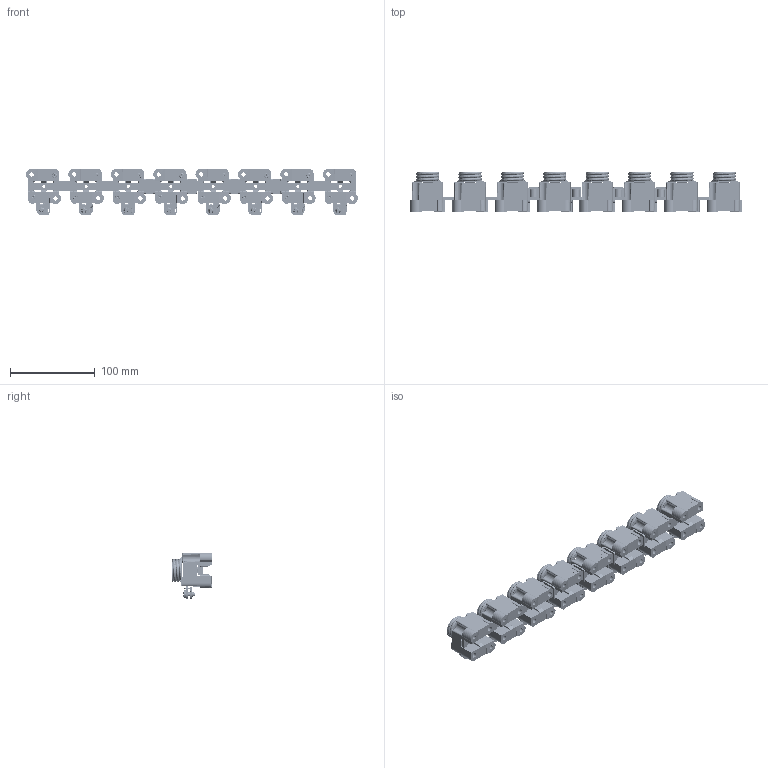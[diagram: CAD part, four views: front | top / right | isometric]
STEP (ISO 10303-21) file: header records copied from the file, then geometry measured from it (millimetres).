
FILE_DESCRIPTION((''),'2;1');
FILE_NAME('002322106_SET_EZR_25_8P_ASM','2021-10-22T',('marketing.praksa'),('Audax d.o.o.'),'CREO PARAMETRIC BY PTC INC, 2017480','CREO PARAMETRIC BY PTC INC, 2017480','');
FILE_SCHEMA(('AUTOMOTIVE_DESIGN { 1 0 10303 214 1 1 1 1 }'));
Length unit declared in the file: millimetre
Products named in the file (12): 0000006464_1; 0000006480_1_1_2_3_4_5_6; 0000006478_1_1_2_3_4_5_6; 0000006479_1_1_2_3_4_5_6; 0000011681_1_1_2_3_4_5_6; 0000020482_1_1_2_3_4_5_6; 0000059958_1_1_2_3_4_5_6; PRT9569; 0000006481_ASM_1_1_2_3_4_5_6_ASM; 0000006485_1_1_2_3_4_5_6; 0000012227_1_1_2_3_4_5_6; 002322106_SET_EZR_25_8P_ASM
Assembly tree (26 placements, depth 3):
  002322106_SET_EZR_25_8P_ASM
    0000006464_1
    0000006481_ASM_1_1_2_3_4_5_6_ASM  x8
      0000006480_1_1_2_3_4_5_6
      0000006478_1_1_2_3_4_5_6
      0000006479_1_1_2_3_4_5_6
      0000011681_1_1_2_3_4_5_6
      0000020482_1_1_2_3_4_5_6
      0000059958_1_1_2_3_4_5_6
      PRT9569
    0000006485_1_1_2_3_4_5_6  x4
    0000012227_1_1_2_3_4_5_6  x4
Bounding box: 391.76 x 47.4 x 55.3 mm (x, y, z)
Volume: 246317.1 mm3; surface area: 163920.7 mm2
Topology: 97 solids, 137 shells, 5962 faces, 16932 edges, 11212 vertices
Faces by surface type: plane 3378, cylinder 1800, cone 376, torus 264, bspline 128, sphere 16
Entity records: 55266 total; most frequent: CARTESIAN_POINT 12882, ORIENTED_EDGE 5384, DIRECTION 4997, PRESENTATION_STYLE_ASSIGNMENT 3642, STYLED_ITEM 3642, EDGE_CURVE 2705, CURVE_STYLE 2675, VERTEX_POINT 1802
